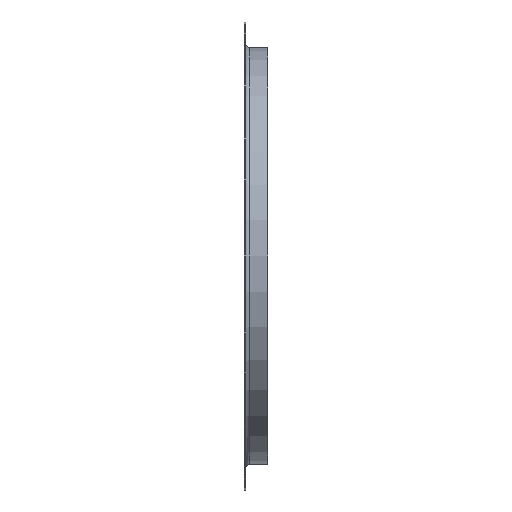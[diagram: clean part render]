
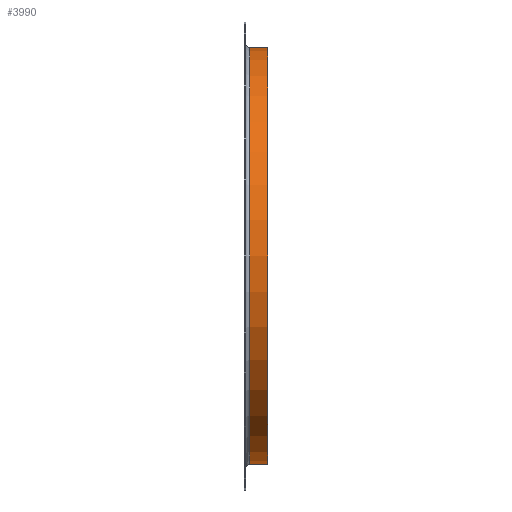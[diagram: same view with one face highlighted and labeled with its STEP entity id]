
A CAD part, front view. The second image highlights one B-rep face of the part: STEP entity #3990.
In plain terms, the highlighted cylindrical face has radius 403 mm (diameter 806 mm), a full revolution.
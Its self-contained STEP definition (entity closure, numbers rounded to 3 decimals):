
#959 = CIRCLE ( 'NONE', #2309, 403. ) ;
#2309 = AXIS2_PLACEMENT_3D ( 'NONE', #6968, #12233, #6813 ) ;
#2414 = DIRECTION ( 'NONE',  ( -1., 0., 0. ) ) ;
#3990 = ADVANCED_FACE ( 'NONE', ( #4631, #9765 ), #16166, .T. ) ;
#4395 = CARTESIAN_POINT ( 'NONE',  ( 45., 0., 403. ) ) ;
#4631 = FACE_OUTER_BOUND ( 'NONE', #16710, .T. ) ;
#6813 = DIRECTION ( 'NONE',  ( 0., 0., 1. ) ) ;
#6968 = CARTESIAN_POINT ( 'NONE',  ( 45., 0., 0. ) ) ;
#8053 = EDGE_CURVE ( 'NONE', #8356, #8356, #959, .T. ) ;
#8356 = VERTEX_POINT ( 'NONE', #4395 ) ;
#8611 = ORIENTED_EDGE ( 'NONE', *, *, #13860, .F. ) ;
#8927 = DIRECTION ( 'NONE',  ( 0., 0., 1. ) ) ;
#9482 = AXIS2_PLACEMENT_3D ( 'NONE', #13428, #16080, #12162 ) ;
#9765 = FACE_OUTER_BOUND ( 'NONE', #12827, .T. ) ;
#10302 = CIRCLE ( 'NONE', #15736, 403. ) ;
#11228 = VERTEX_POINT ( 'NONE', #15131 ) ;
#11662 = CARTESIAN_POINT ( 'NONE',  ( 10., 0., 0. ) ) ;
#12162 = DIRECTION ( 'NONE',  ( 0., 0., 1. ) ) ;
#12233 = DIRECTION ( 'NONE',  ( -1., 0., 0. ) ) ;
#12827 = EDGE_LOOP ( 'NONE', ( #16709 ) ) ;
#13428 = CARTESIAN_POINT ( 'NONE',  ( 0., 0., 0. ) ) ;
#13860 = EDGE_CURVE ( 'NONE', #11228, #11228, #10302, .T. ) ;
#15131 = CARTESIAN_POINT ( 'NONE',  ( 10., 0., 403. ) ) ;
#15736 = AXIS2_PLACEMENT_3D ( 'NONE', #11662, #2414, #8927 ) ;
#16080 = DIRECTION ( 'NONE',  ( -1., 0., 0. ) ) ;
#16166 = CYLINDRICAL_SURFACE ( 'NONE', #9482, 403. ) ;
#16709 = ORIENTED_EDGE ( 'NONE', *, *, #8053, .T. ) ;
#16710 = EDGE_LOOP ( 'NONE', ( #8611 ) ) ;
